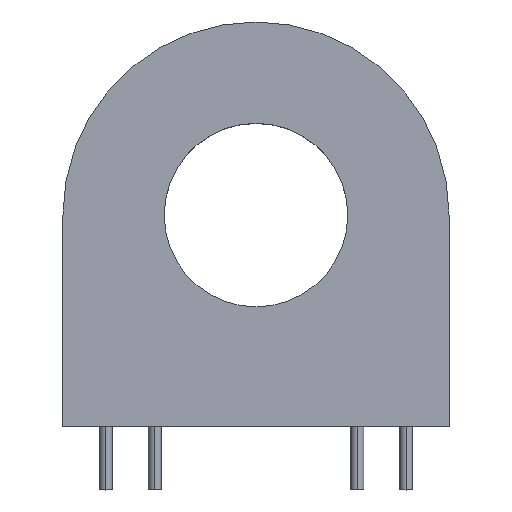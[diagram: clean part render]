
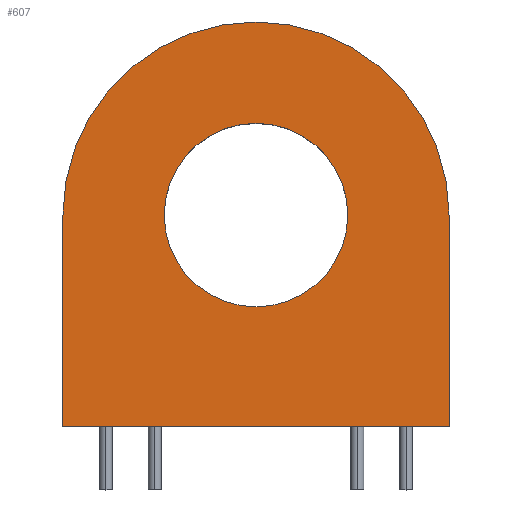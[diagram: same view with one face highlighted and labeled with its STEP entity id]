
A CAD part, top view. The second image highlights one B-rep face of the part: STEP entity #607.
In plain terms, the highlighted planar face has unit normal (0, 0, 1).
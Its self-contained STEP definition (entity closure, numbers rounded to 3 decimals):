
#9 = CARTESIAN_POINT ( 'NONE',  ( -15.25, 0., 9.5 ) ) ;
#14 = CARTESIAN_POINT ( 'NONE',  ( 15.25, 0., 9.5 ) ) ;
#18 = EDGE_CURVE ( 'NONE', #516, #592, #514, .T. ) ;
#31 = AXIS2_PLACEMENT_3D ( 'NONE', #499, #452, #56 ) ;
#36 = ORIENTED_EDGE ( 'NONE', *, *, #84, .T. ) ;
#47 = CARTESIAN_POINT ( 'NONE',  ( 15.25, 0., 9.5 ) ) ;
#56 = DIRECTION ( 'NONE',  ( 1., 0., 0. ) ) ;
#69 = CIRCLE ( 'NONE', #193, 7.25 ) ;
#76 = CARTESIAN_POINT ( 'NONE',  ( -15.25, 0., 9.5 ) ) ;
#84 = EDGE_CURVE ( 'NONE', #623, #516, #294, .T. ) ;
#100 = CARTESIAN_POINT ( 'NONE',  ( -15.25, -16.7, 9.5 ) ) ;
#101 = VECTOR ( 'NONE', #198, 1000. ) ;
#102 = CIRCLE ( 'NONE', #31, 7.25 ) ;
#119 = DIRECTION ( 'NONE',  ( 0., 0., -1. ) ) ;
#153 = AXIS2_PLACEMENT_3D ( 'NONE', #408, #164, #401 ) ;
#163 = EDGE_LOOP ( 'NONE', ( #580, #36, #354, #382 ) ) ;
#164 = DIRECTION ( 'NONE',  ( 0., 0., 1. ) ) ;
#173 = DIRECTION ( 'NONE',  ( -1., 0., 0. ) ) ;
#174 = DIRECTION ( 'NONE',  ( 0., 0., 1. ) ) ;
#178 = EDGE_CURVE ( 'NONE', #631, #282, #69, .T. ) ;
#181 = CARTESIAN_POINT ( 'NONE',  ( 0., 0., 9.5 ) ) ;
#193 = AXIS2_PLACEMENT_3D ( 'NONE', #218, #174, #579 ) ;
#195 = CIRCLE ( 'NONE', #153, 15.25 ) ;
#198 = DIRECTION ( 'NONE',  ( 0., -1., 0. ) ) ;
#205 = CARTESIAN_POINT ( 'NONE',  ( -15.25, -16.7, 9.5 ) ) ;
#218 = CARTESIAN_POINT ( 'NONE',  ( 0., 0., 9.5 ) ) ;
#221 = CARTESIAN_POINT ( 'NONE',  ( -7.25, 0., 9.5 ) ) ;
#248 = VERTEX_POINT ( 'NONE', #47 ) ;
#250 = DIRECTION ( 'NONE',  ( 1., 0., 0. ) ) ;
#262 = LINE ( 'NONE', #14, #467 ) ;
#264 = ORIENTED_EDGE ( 'NONE', *, *, #178, .F. ) ;
#282 = VERTEX_POINT ( 'NONE', #547 ) ;
#294 = LINE ( 'NONE', #9, #101 ) ;
#324 = FACE_BOUND ( 'NONE', #628, .T. ) ;
#348 = VECTOR ( 'NONE', #250, 1000. ) ;
#354 = ORIENTED_EDGE ( 'NONE', *, *, #18, .T. ) ;
#382 = ORIENTED_EDGE ( 'NONE', *, *, #415, .T. ) ;
#401 = DIRECTION ( 'NONE',  ( -1., 0., 0. ) ) ;
#408 = CARTESIAN_POINT ( 'NONE',  ( 0., 0., 9.5 ) ) ;
#415 = EDGE_CURVE ( 'NONE', #592, #248, #262, .T. ) ;
#425 = CARTESIAN_POINT ( 'NONE',  ( 15.25, -16.7, 9.5 ) ) ;
#452 = DIRECTION ( 'NONE',  ( 0., 0., 1. ) ) ;
#467 = VECTOR ( 'NONE', #506, 1000. ) ;
#475 = AXIS2_PLACEMENT_3D ( 'NONE', #181, #119, #173 ) ;
#478 = EDGE_CURVE ( 'NONE', #282, #631, #102, .T. ) ;
#484 = EDGE_CURVE ( 'NONE', #248, #623, #195, .T. ) ;
#499 = CARTESIAN_POINT ( 'NONE',  ( 0., 0., 9.5 ) ) ;
#506 = DIRECTION ( 'NONE',  ( 0., 1., 0. ) ) ;
#513 = PLANE ( 'NONE',  #475 ) ;
#514 = LINE ( 'NONE', #100, #348 ) ;
#516 = VERTEX_POINT ( 'NONE', #205 ) ;
#524 = FACE_OUTER_BOUND ( 'NONE', #163, .T. ) ;
#546 = ORIENTED_EDGE ( 'NONE', *, *, #478, .F. ) ;
#547 = CARTESIAN_POINT ( 'NONE',  ( 7.25, 0., 9.5 ) ) ;
#579 = DIRECTION ( 'NONE',  ( 1., 0., 0. ) ) ;
#580 = ORIENTED_EDGE ( 'NONE', *, *, #484, .T. ) ;
#592 = VERTEX_POINT ( 'NONE', #425 ) ;
#607 = ADVANCED_FACE ( 'NONE', ( #524, #324 ), #513, .F. ) ;
#623 = VERTEX_POINT ( 'NONE', #76 ) ;
#628 = EDGE_LOOP ( 'NONE', ( #264, #546 ) ) ;
#631 = VERTEX_POINT ( 'NONE', #221 ) ;
